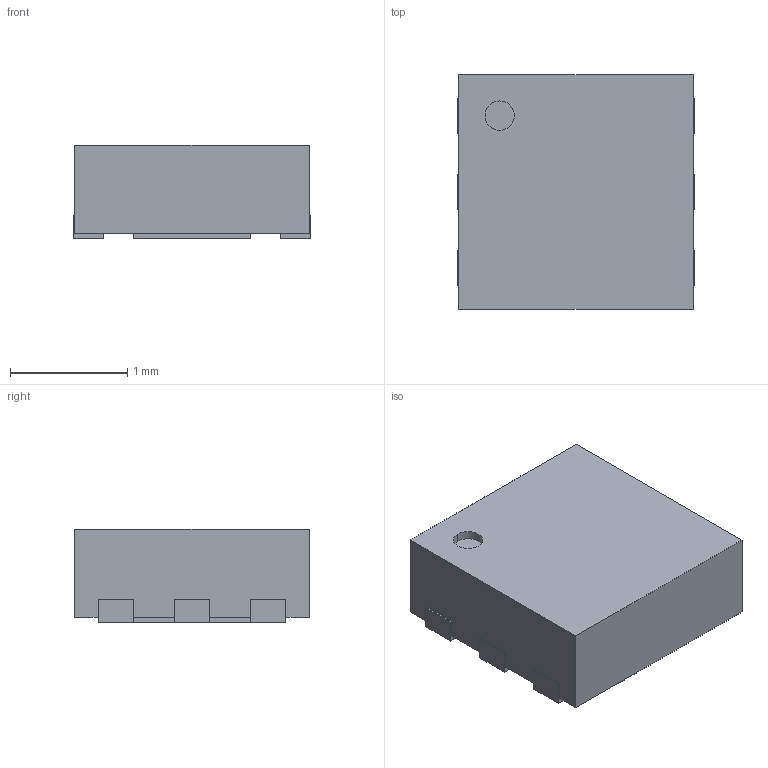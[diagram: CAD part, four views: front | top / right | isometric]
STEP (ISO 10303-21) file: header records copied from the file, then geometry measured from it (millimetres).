
FILE_DESCRIPTION(('FreeCAD Model'),'2;1');
FILE_NAME('WSON-16-1EP-2x2x0.8mm_P0.65mm.step','2018-10-27T14:41:32',( 'Author'),(''),'Open CASCADE STEP processor 6.8','FreeCAD','Unknown' );
FILE_SCHEMA(('AUTOMOTIVE_DESIGN_CC2 { 1 2 10303 214 -1 1 5 4 }'));
Length unit declared in the file: millimetre
Products named in the file (1): User_Library-wson6-drv
Bounding box: 2.02 x 2 x 0.8 mm (x, y, z)
Volume: 3.1 mm3; surface area: 14.7 mm2
Topology: 1 solids, 1 shells, 51 faces, 141 edges, 94 vertices
Faces by surface type: plane 49, cylinder 2
Entity records: 3986 total; most frequent: CARTESIAN_POINT 773, DIRECTION 521, LINE 407, VECTOR 407, ORIENTED_EDGE 282, PCURVE 282, DEFINITIONAL_REPRESENTATION 282, EDGE_CURVE 141
